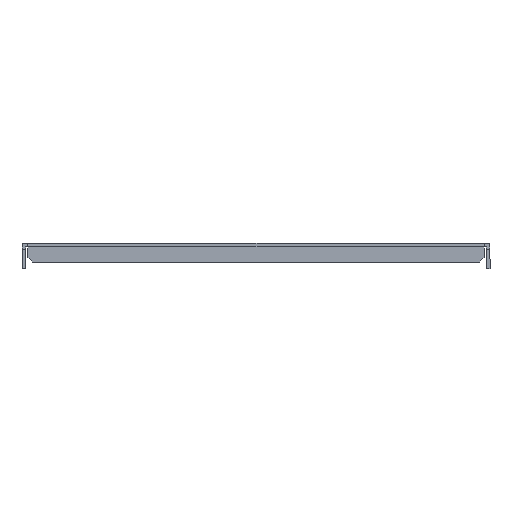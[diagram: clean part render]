
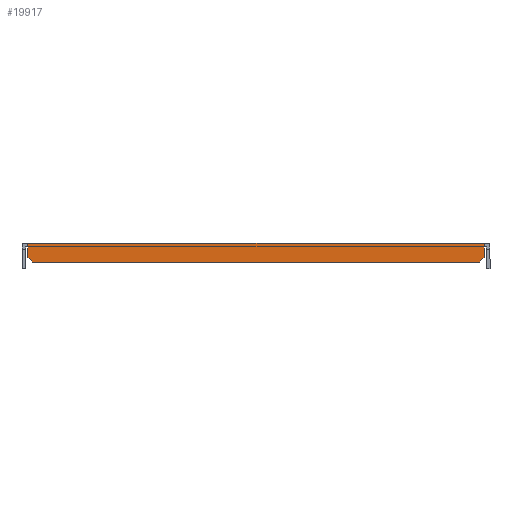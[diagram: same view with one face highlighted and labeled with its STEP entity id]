
A CAD part, front view. The second image highlights one B-rep face of the part: STEP entity #19917.
In plain terms, the highlighted planar face has unit normal (0, -1, 0).
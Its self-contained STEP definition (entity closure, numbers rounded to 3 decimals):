
#252 = CARTESIAN_POINT ( 'NONE',  ( 0., -210., 0. ) ) ;
#434 = DIRECTION ( 'NONE',  ( 0., 0., 1. ) ) ;
#854 = CARTESIAN_POINT ( 'NONE',  ( -97., -210., 0. ) ) ;
#1481 = EDGE_CURVE ( 'NONE', #21138, #13069, #23045, .T. ) ;
#2174 = VECTOR ( 'NONE', #26541, 1000. ) ;
#2291 = EDGE_CURVE ( 'NONE', #3943, #23744, #12013, .T. ) ;
#2378 = EDGE_CURVE ( 'NONE', #14488, #15471, #6913, .T. ) ;
#2770 = LINE ( 'NONE', #854, #20462 ) ;
#2959 = VECTOR ( 'NONE', #20368, 1000. ) ;
#3859 = CARTESIAN_POINT ( 'NONE',  ( -97., -210., 0. ) ) ;
#3923 = VECTOR ( 'NONE', #8930, 1000. ) ;
#3943 = VERTEX_POINT ( 'NONE', #27054 ) ;
#3987 = LINE ( 'NONE', #252, #4706 ) ;
#4094 = EDGE_CURVE ( 'NONE', #13069, #11757, #21841, .T. ) ;
#4208 = EDGE_CURVE ( 'NONE', #11757, #24817, #3987, .T. ) ;
#4706 = VECTOR ( 'NONE', #25386, 1000. ) ;
#4833 = CARTESIAN_POINT ( 'NONE',  ( 97., -210., -2.5 ) ) ;
#5448 = ORIENTED_EDGE ( 'NONE', *, *, #12505, .T. ) ;
#5884 = AXIS2_PLACEMENT_3D ( 'NONE', #8302, #21045, #23648 ) ;
#6206 = ORIENTED_EDGE ( 'NONE', *, *, #15661, .F. ) ;
#6904 = VECTOR ( 'NONE', #23636, 1000. ) ;
#6913 = LINE ( 'NONE', #15292, #6904 ) ;
#8285 = ORIENTED_EDGE ( 'NONE', *, *, #11989, .T. ) ;
#8302 = CARTESIAN_POINT ( 'NONE',  ( 0., -210., 0. ) ) ;
#8321 = EDGE_LOOP ( 'NONE', ( #26704, #5448, #19340, #8285, #11869, #22048, #18192, #6206 ) ) ;
#8930 = DIRECTION ( 'NONE',  ( 0., 0., 1. ) ) ;
#10716 = CARTESIAN_POINT ( 'NONE',  ( 97., -210., 0. ) ) ;
#10796 = CARTESIAN_POINT ( 'NONE',  ( 95., -210., -8. ) ) ;
#11130 = CARTESIAN_POINT ( 'NONE',  ( -97., -210., -6. ) ) ;
#11757 = VERTEX_POINT ( 'NONE', #14933 ) ;
#11869 = ORIENTED_EDGE ( 'NONE', *, *, #1481, .T. ) ;
#11989 = EDGE_CURVE ( 'NONE', #23744, #21138, #15070, .T. ) ;
#12013 = LINE ( 'NONE', #24897, #2959 ) ;
#12505 = EDGE_CURVE ( 'NONE', #15471, #3943, #23057, .T. ) ;
#13069 = VERTEX_POINT ( 'NONE', #22782 ) ;
#13962 = CARTESIAN_POINT ( 'NONE',  ( 97., -210., -6. ) ) ;
#14488 = VERTEX_POINT ( 'NONE', #24358 ) ;
#14933 = CARTESIAN_POINT ( 'NONE',  ( 97., -210., 0. ) ) ;
#15070 = LINE ( 'NONE', #13962, #2174 ) ;
#15164 = VECTOR ( 'NONE', #15279, 1000. ) ;
#15279 = DIRECTION ( 'NONE',  ( 0., 0., 1. ) ) ;
#15292 = CARTESIAN_POINT ( 'NONE',  ( -97., -210., 0. ) ) ;
#15471 = VERTEX_POINT ( 'NONE', #11130 ) ;
#15661 = EDGE_CURVE ( 'NONE', #14488, #24817, #2770, .T. ) ;
#18192 = ORIENTED_EDGE ( 'NONE', *, *, #4208, .T. ) ;
#18727 = FACE_OUTER_BOUND ( 'NONE', #8321, .T. ) ;
#19340 = ORIENTED_EDGE ( 'NONE', *, *, #2291, .T. ) ;
#19917 = ADVANCED_FACE ( 'NONE', ( #18727 ), #27073, .F. ) ;
#20368 = DIRECTION ( 'NONE',  ( 1., 0., 0. ) ) ;
#20462 = VECTOR ( 'NONE', #434, 1000. ) ;
#21045 = DIRECTION ( 'NONE',  ( 0., 1., 0. ) ) ;
#21138 = VERTEX_POINT ( 'NONE', #24071 ) ;
#21411 = VECTOR ( 'NONE', #21423, 1000. ) ;
#21423 = DIRECTION ( 'NONE',  ( 0.707, 0., -0.707 ) ) ;
#21841 = LINE ( 'NONE', #4833, #15164 ) ;
#22048 = ORIENTED_EDGE ( 'NONE', *, *, #4094, .T. ) ;
#22782 = CARTESIAN_POINT ( 'NONE',  ( 97., -210., -2.5 ) ) ;
#23045 = LINE ( 'NONE', #10716, #3923 ) ;
#23057 = LINE ( 'NONE', #25137, #21411 ) ;
#23636 = DIRECTION ( 'NONE',  ( 0., 0., -1. ) ) ;
#23648 = DIRECTION ( 'NONE',  ( 0., 0., 1. ) ) ;
#23744 = VERTEX_POINT ( 'NONE', #10796 ) ;
#24071 = CARTESIAN_POINT ( 'NONE',  ( 97., -210., -6. ) ) ;
#24358 = CARTESIAN_POINT ( 'NONE',  ( -97., -210., -2.5 ) ) ;
#24817 = VERTEX_POINT ( 'NONE', #3859 ) ;
#24897 = CARTESIAN_POINT ( 'NONE',  ( 0., -210., -8. ) ) ;
#25137 = CARTESIAN_POINT ( 'NONE',  ( -95., -210., -8. ) ) ;
#25386 = DIRECTION ( 'NONE',  ( -1., 0., 0. ) ) ;
#26541 = DIRECTION ( 'NONE',  ( 0.707, 0., 0.707 ) ) ;
#26704 = ORIENTED_EDGE ( 'NONE', *, *, #2378, .T. ) ;
#27054 = CARTESIAN_POINT ( 'NONE',  ( -95., -210., -8. ) ) ;
#27073 = PLANE ( 'NONE',  #5884 ) ;
